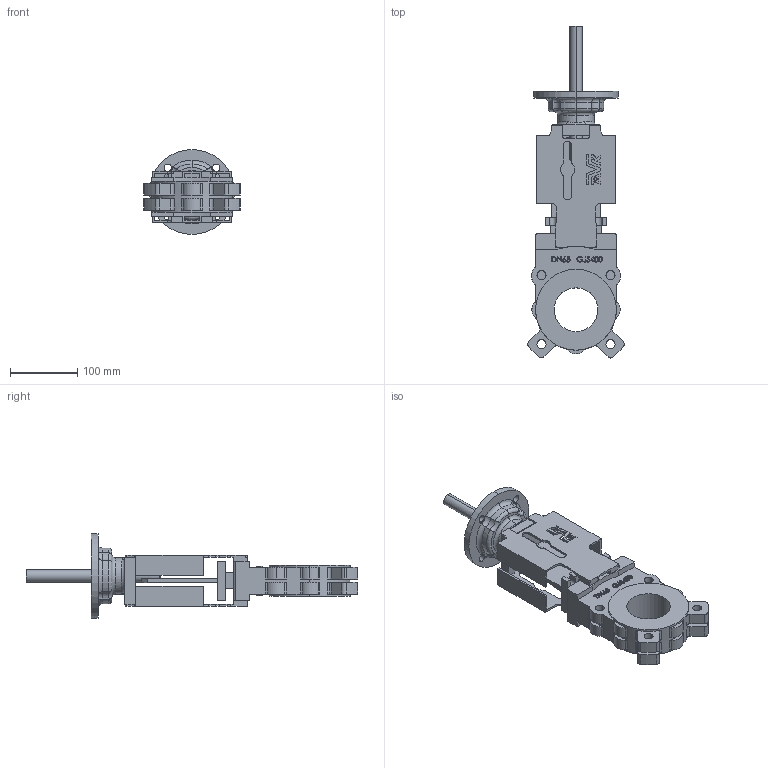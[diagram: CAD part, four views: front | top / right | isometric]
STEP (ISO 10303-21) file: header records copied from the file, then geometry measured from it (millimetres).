
FILE_DESCRIPTION (( 'STEP AP203' ), '1' );
FILE_NAME ('70206550034.STEP', '2017-04-03T11:16:53', ( '' ), ( '' ), 'SwSTEP 2.0', 'SolidWorks 2016', '' );
FILE_SCHEMA (( 'CONFIG_CONTROL_DESIGN' ));
Length unit declared in the file: millimetre
Products named in the file (1): 70206550034
Bounding box: 143.33 x 493.16 x 126 mm (x, y, z)
Volume: 1398555.7 mm3; surface area: 254377.1 mm2
Topology: 1 solids, 1 shells, 838 faces, 2357 edges, 1558 vertices
Faces by surface type: plane 382, cylinder 283, bspline 145, torus 26, cone 2
Entity records: 36319 total; most frequent: CARTESIAN_POINT 14909, ORIENTED_EDGE 4710, DIRECTION 4065, EDGE_CURVE 2355, VERTEX_POINT 1558, VECTOR 1405, LINE 1405, AXIS2_PLACEMENT_3D 1330
